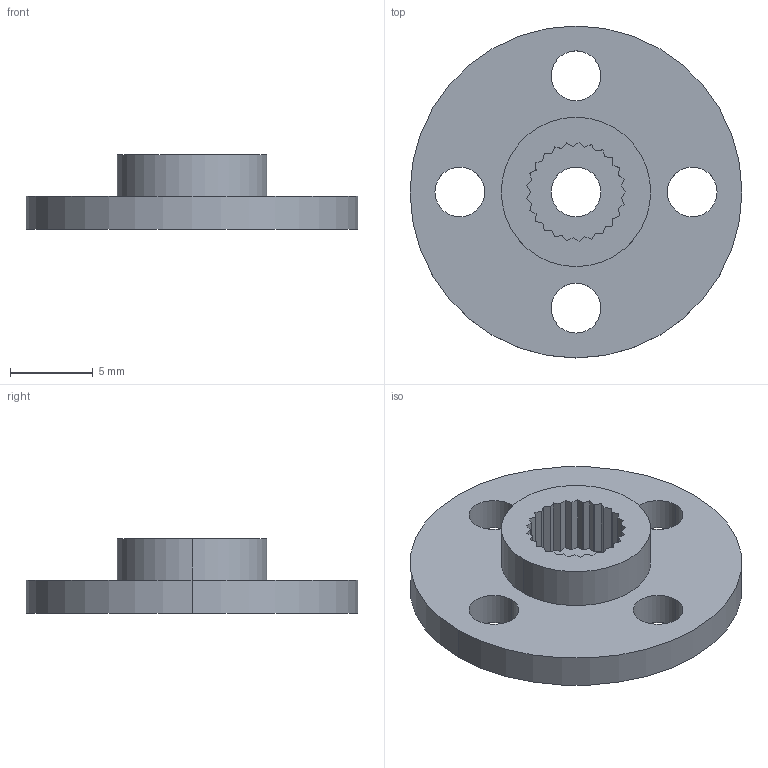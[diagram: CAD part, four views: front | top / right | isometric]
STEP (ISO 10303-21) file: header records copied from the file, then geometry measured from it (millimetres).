
FILE_DESCRIPTION (( 'STEP AP203' ), '1' );
FILE_NAME ('mg996r horn disk_Default_sldprt.STEP', '2024-01-02T12:44:07', ( '' ), ( '' ), 'SwSTEP 2.0', 'SolidWorks 2022', '' );
FILE_SCHEMA (( 'CONFIG_CONTROL_DESIGN' ));
Length unit declared in the file: millimetre
Products named in the file (1): mg996r horn disk_Default_sldprt
Bounding box: 20 x 20 x 4.5 mm (x, y, z)
Volume: 633.4 mm3; surface area: 915.7 mm2
Topology: 1 solids, 1 shells, 93 faces, 267 edges, 178 vertices
Faces by surface type: plane 54, cylinder 39
Entity records: 3156 total; most frequent: CARTESIAN_POINT 539, ORIENTED_EDGE 534, DIRECTION 533, EDGE_CURVE 267, VECTOR 189, LINE 189, VERTEX_POINT 178, AXIS2_PLACEMENT_3D 172
